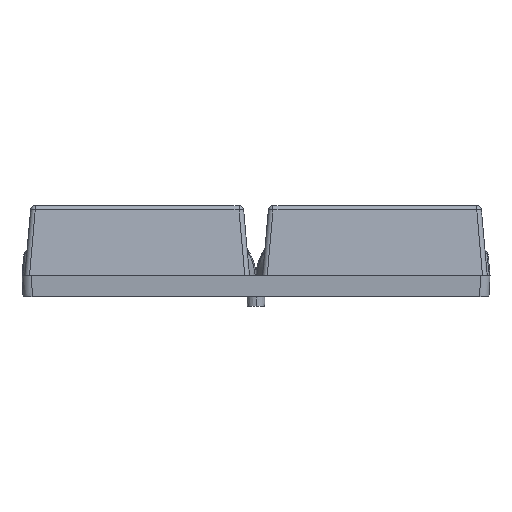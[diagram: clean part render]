
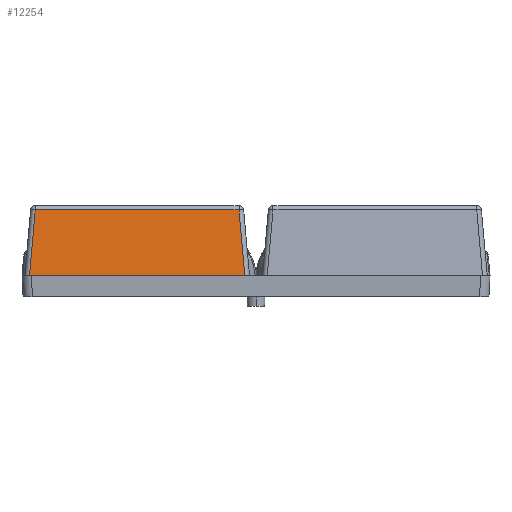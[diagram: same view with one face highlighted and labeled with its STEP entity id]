
A CAD part, left-side view. The second image highlights one B-rep face of the part: STEP entity #12254.
In plain terms, the highlighted planar face has unit normal (-0.996, 0, 0.087).
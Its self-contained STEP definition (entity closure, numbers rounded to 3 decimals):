
#240=CARTESIAN_POINT('',(-21.9,24.202,2.25));
#753=DIRECTION('',(0.,1.,0.));
#754=VECTOR('',#753,23.004);
#755=CARTESIAN_POINT('',(-21.9,1.198,2.25));
#756=LINE('',#755,#754);
#757=DIRECTION('',(0.087,-0.087,0.992));
#758=VECTOR('',#757,7.097);
#759=CARTESIAN_POINT('',(-21.9,24.202,2.25));
#760=LINE('',#759,#758);
#761=DIRECTION('',(-0.087,-0.087,-0.992));
#762=VECTOR('',#761,7.097);
#763=CARTESIAN_POINT('',(-21.284,1.814,9.293));
#764=LINE('',#763,#762);
#859=DIRECTION('',(0.,1.,0.));
#860=VECTOR('',#859,21.771);
#861=CARTESIAN_POINT('',(-21.284,1.814,9.293));
#862=LINE('',#861,#860);
#9656=CARTESIAN_POINT('',(-21.284,1.814,9.293));
#9657=VERTEX_POINT('',#9656);
#9658=CARTESIAN_POINT('',(-21.284,23.586,9.293));
#9659=VERTEX_POINT('',#9658);
#9758=VERTEX_POINT('',#240);
#9759=CARTESIAN_POINT('',(-21.9,1.198,2.25));
#9760=VERTEX_POINT('',#9759);
#12241=CARTESIAN_POINT('',(-21.9,-26.7,2.249));
#12242=DIRECTION('',(-0.996,0.,0.087));
#12243=DIRECTION('',(-0.087,0.,-0.996));
#12244=AXIS2_PLACEMENT_3D('',#12241,#12242,#12243);
#12245=PLANE('',#12244);
#12246=ORIENTED_EDGE('',*,*,#11024,.T.);
#12248=ORIENTED_EDGE('',*,*,#12247,.T.);
#12250=ORIENTED_EDGE('',*,*,#12249,.F.);
#12251=ORIENTED_EDGE('',*,*,#12233,.T.);
#12252=EDGE_LOOP('',(#12246,#12248,#12250,#12251));
#12253=FACE_OUTER_BOUND('',#12252,.F.);
#11024=EDGE_CURVE('',#9760,#9758,#756,.T.);
#12233=EDGE_CURVE('',#9657,#9760,#764,.T.);
#12247=EDGE_CURVE('',#9758,#9659,#760,.T.);
#12249=EDGE_CURVE('',#9657,#9659,#862,.T.);
#12254=ADVANCED_FACE('',(#12253),#12245,.T.);
